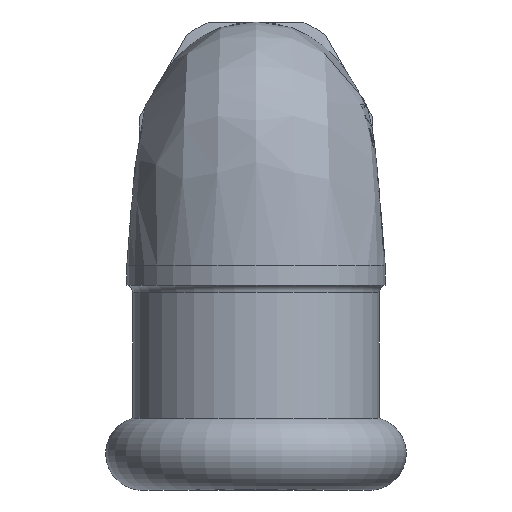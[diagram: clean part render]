
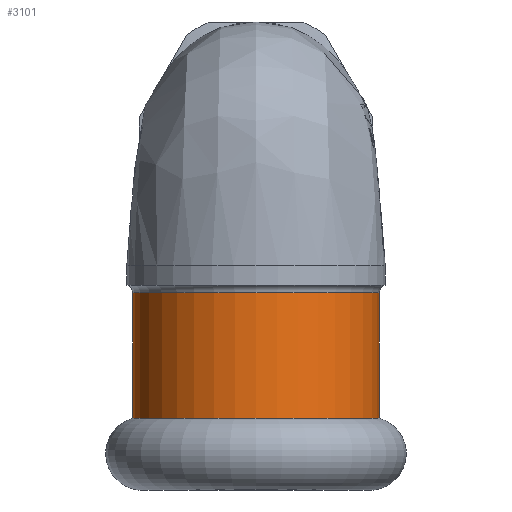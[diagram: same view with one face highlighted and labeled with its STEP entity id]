
A CAD part, front view. The second image highlights one B-rep face of the part: STEP entity #3101.
In plain terms, the highlighted cylindrical face has radius 12.65 mm (diameter 25.3 mm), a full revolution.
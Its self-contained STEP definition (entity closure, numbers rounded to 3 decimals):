
#577=LINE('',#8198,#717);
#717=VECTOR('',#3751,12.65);
#731=CYLINDRICAL_SURFACE('',#3286,12.65);
#900=FACE_OUTER_BOUND('',#1089,.T.);
#1089=EDGE_LOOP('',(#2843,#2844,#2845,#2846,#2847,#2848));
#1107=CIRCLE('',#3139,12.65);
#1108=CIRCLE('',#3140,12.65);
#1109=CIRCLE('',#3141,12.65);
#1164=CIRCLE('',#3282,12.65);
#1184=VERTEX_POINT('',#3814);
#1185=VERTEX_POINT('',#3816);
#1186=VERTEX_POINT('',#3818);
#1487=VERTEX_POINT('',#8190);
#1503=EDGE_CURVE('',#1185,#1184,#1107,.T.);
#1504=EDGE_CURVE('',#1186,#1185,#1108,.T.);
#1505=EDGE_CURVE('',#1184,#1186,#1109,.T.);
#1952=EDGE_CURVE('',#1487,#1487,#1164,.T.);
#1956=EDGE_CURVE('',#1487,#1186,#577,.T.);
#2843=ORIENTED_EDGE('',*,*,#1952,.F.);
#2844=ORIENTED_EDGE('',*,*,#1956,.T.);
#2845=ORIENTED_EDGE('',*,*,#1504,.T.);
#2846=ORIENTED_EDGE('',*,*,#1503,.T.);
#2847=ORIENTED_EDGE('',*,*,#1505,.T.);
#2848=ORIENTED_EDGE('',*,*,#1956,.F.);
#3101=ADVANCED_FACE('',(#900),#731,.T.);
#3139=AXIS2_PLACEMENT_3D('',#3817,#3322,#3323);
#3140=AXIS2_PLACEMENT_3D('',#3819,#3324,#3325);
#3141=AXIS2_PLACEMENT_3D('',#3820,#3326,#3327);
#3282=AXIS2_PLACEMENT_3D('',#8191,#3741,#3742);
#3286=AXIS2_PLACEMENT_3D('',#8197,#3749,#3750);
#3322=DIRECTION('center_axis',(0.,0.,1.));
#3323=DIRECTION('ref_axis',(0.,-1.,0.));
#3324=DIRECTION('center_axis',(0.,0.,1.));
#3325=DIRECTION('ref_axis',(0.,-1.,0.));
#3326=DIRECTION('center_axis',(0.,0.,1.));
#3327=DIRECTION('ref_axis',(0.,-1.,0.));
#3741=DIRECTION('center_axis',(0.,0.,
1.));
#3742=DIRECTION('ref_axis',(0.,-1.,0.));
#3749=DIRECTION('center_axis',(0.,0.,1.));
#3750=DIRECTION('ref_axis',(0.,-1.,0.));
#3751=DIRECTION('',(0.,0.,-1.));
#3814=CARTESIAN_POINT('',(12.65,0.,-29.645));
#3816=CARTESIAN_POINT('',(0.,-12.65,-29.645));
#3817=CARTESIAN_POINT('Origin',(0.,0.,-29.645));
#3818=CARTESIAN_POINT('',(0.,12.65,-29.645));
#3819=CARTESIAN_POINT('Origin',(0.,0.,-29.645));
#3820=CARTESIAN_POINT('Origin',(0.,0.,-29.645));
#8190=CARTESIAN_POINT('',(0.,12.65,-16.775));
#8191=CARTESIAN_POINT('Origin',(0.,0.,
-16.775));
#8197=CARTESIAN_POINT('Origin',(0.,0.,-22.823));
#8198=CARTESIAN_POINT('',(0.,12.65,-22.823));
